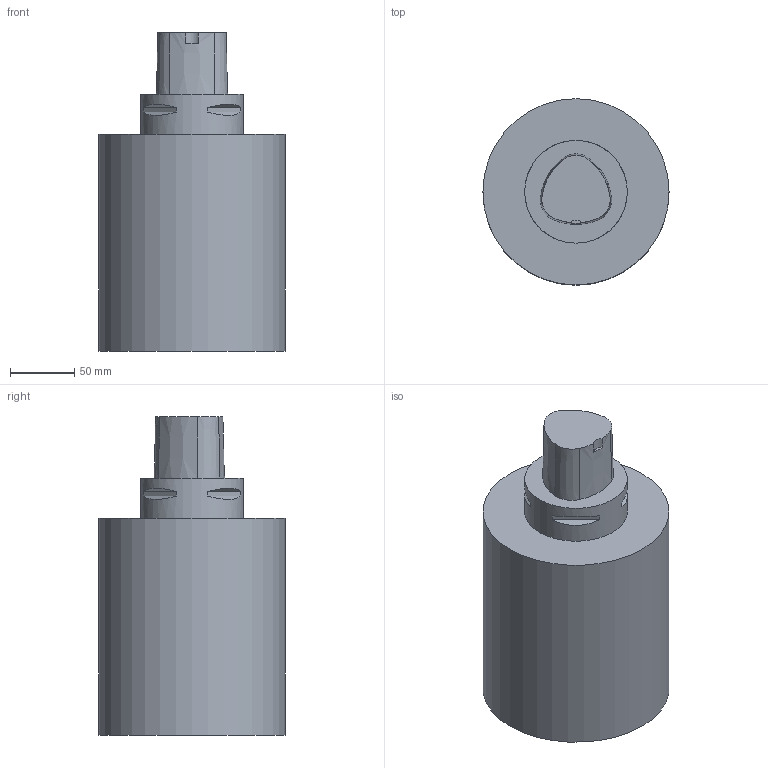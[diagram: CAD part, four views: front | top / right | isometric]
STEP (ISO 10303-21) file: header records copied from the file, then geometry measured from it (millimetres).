
FILE_DESCRIPTION(/* description */ (''),/* implementation_level */ '2;1');
FILE_NAME(/* name */ '1528202613541.stp',/* time_stamp */ '2018-06-05T14:43:40+02:00',/* author */ (''),/* organization */ ('SMS'),/* preprocessor_version */ 'ST-DEVELOPER v15',/* originating_system */ 'SIEMENS PLM Software NX 8.5',/* authorisation */ '');
FILE_SCHEMA (('AUTOMOTIVE_DESIGN { 1 0 10303 214 3 1 1 1 }'));
Length unit declared in the file: millimetre
Products named in the file (1): 201681425mod000_00
Bounding box: 145 x 145 x 248 mm (x, y, z)
Volume: 3049284.8 mm3; surface area: 126201.8 mm2
Topology: 1 solids, 1 shells, 26 faces, 54 edges, 39 vertices
Faces by surface type: plane 17, cone 6, cylinder 3
Full cylindrical faces by diameter (mm): 80 x1, 145 x1
Entity records: 767 total; most frequent: DIRECTION 138, CARTESIAN_POINT 127, ORIENTED_EDGE 104, AXIS2_PLACEMENT_3D 58, EDGE_CURVE 52, VERTEX_POINT 36, EDGE_LOOP 34, ADVANCED_FACE 26
